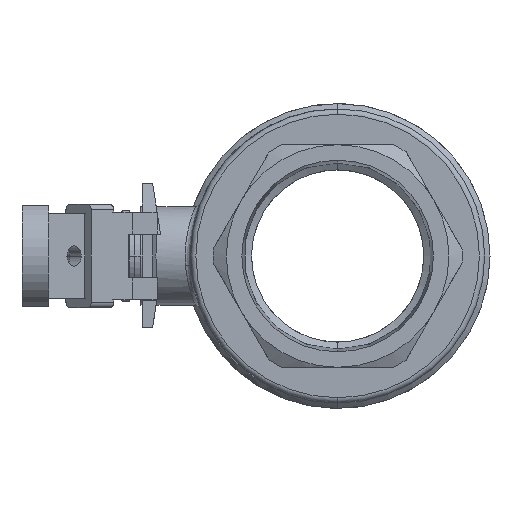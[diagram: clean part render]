
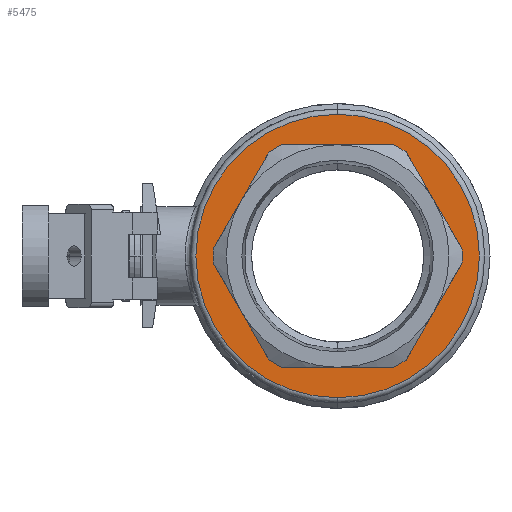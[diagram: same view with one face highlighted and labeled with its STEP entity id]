
A CAD part, left-side view. The second image highlights one B-rep face of the part: STEP entity #5475.
In plain terms, the highlighted planar face has unit normal (-1, 0, 0).
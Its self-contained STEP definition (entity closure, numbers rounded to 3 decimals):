
#3516=CARTESIAN_POINT('',(31.5,0.,0.));
#3517=DIRECTION('',(-1.,0.,0.));
#3518=DIRECTION('',(0.,0.,-1.));
#3519=AXIS2_PLACEMENT_3D('',#3516,#3517,#3518);
#3521=CARTESIAN_POINT('',(31.5,0.,0.));
#3522=DIRECTION('',(-1.,0.,0.));
#3523=DIRECTION('',(0.,0.,1.));
#3524=AXIS2_PLACEMENT_3D('',#3521,#3522,#3523);
#3526=CARTESIAN_POINT('',(31.5,0.,0.));
#3527=DIRECTION('',(1.,0.,0.));
#3528=DIRECTION('',(0.,0.998,-0.058));
#3529=AXIS2_PLACEMENT_3D('',#3526,#3527,#3528);
#3531=DIRECTION('',(0.,0.5,0.866));
#3532=VECTOR('',#3531,42.19);
#3533=CARTESIAN_POINT('',(31.5,25.826,-39.269));
#3534=LINE('',#3533,#3532);
#3535=CARTESIAN_POINT('',(31.5,0.,0.));
#3536=DIRECTION('',(1.,0.,0.));
#3537=DIRECTION('',(0.,0.449,-0.894));
#3538=AXIS2_PLACEMENT_3D('',#3535,#3536,#3537);
#3540=DIRECTION('',(0.,1.,0.));
#3541=VECTOR('',#3540,42.19);
#3542=CARTESIAN_POINT('',(31.5,-21.095,-42.));
#3543=LINE('',#3542,#3541);
#3544=CARTESIAN_POINT('',(31.5,0.,0.));
#3545=DIRECTION('',(1.,0.,0.));
#3546=DIRECTION('',(0.,-0.549,-0.836));
#3547=AXIS2_PLACEMENT_3D('',#3544,#3545,#3546);
#3549=DIRECTION('',(0.,0.5,-0.866));
#3550=VECTOR('',#3549,42.19);
#3551=CARTESIAN_POINT('',(31.5,-46.921,-2.731));
#3552=LINE('',#3551,#3550);
#3553=CARTESIAN_POINT('',(31.5,0.,0.));
#3554=DIRECTION('',(1.,0.,0.));
#3555=DIRECTION('',(0.,-0.998,0.058));
#3556=AXIS2_PLACEMENT_3D('',#3553,#3554,#3555);
#3558=DIRECTION('',(0.,-0.5,-0.866));
#3559=VECTOR('',#3558,42.19);
#3560=CARTESIAN_POINT('',(31.5,-25.826,39.269));
#3561=LINE('',#3560,#3559);
#3562=CARTESIAN_POINT('',(31.5,0.,0.));
#3563=DIRECTION('',(1.,0.,0.));
#3564=DIRECTION('',(0.,-0.449,0.894));
#3565=AXIS2_PLACEMENT_3D('',#3562,#3563,#3564);
#3567=DIRECTION('',(0.,-1.,0.));
#3568=VECTOR('',#3567,42.19);
#3569=CARTESIAN_POINT('',(31.5,21.095,42.));
#3570=LINE('',#3569,#3568);
#3571=CARTESIAN_POINT('',(31.5,0.,0.));
#3572=DIRECTION('',(1.,0.,0.));
#3573=DIRECTION('',(0.,0.549,0.836));
#3574=AXIS2_PLACEMENT_3D('',#3571,#3572,#3573);
#3576=DIRECTION('',(0.,-0.5,0.866));
#3577=VECTOR('',#3576,42.19);
#3578=CARTESIAN_POINT('',(31.5,46.921,2.731));
#3579=LINE('',#3578,#3577);
#3601=CARTESIAN_POINT('',(31.5,0.,53.5));
#3602=CARTESIAN_POINT('',(31.5,0.,-53.5));
#3603=VERTEX_POINT('',#3601);
#3604=VERTEX_POINT('',#3602);
#3627=CARTESIAN_POINT('',(31.5,25.826,39.269));
#3628=CARTESIAN_POINT('',(31.5,21.095,42.));
#3629=VERTEX_POINT('',#3627);
#3630=VERTEX_POINT('',#3628);
#3694=CARTESIAN_POINT('',(31.5,-46.921,-2.731));
#3696=VERTEX_POINT('',#3694);
#3707=CARTESIAN_POINT('',(31.5,-25.826,39.269));
#3709=VERTEX_POINT('',#3707);
#3733=CARTESIAN_POINT('',(31.5,25.826,-39.269));
#3734=CARTESIAN_POINT('',(31.5,46.921,-2.731));
#3735=VERTEX_POINT('',#3733);
#3736=VERTEX_POINT('',#3734);
#3739=CARTESIAN_POINT('',(31.5,-21.095,-42.));
#3740=CARTESIAN_POINT('',(31.5,21.095,-42.));
#3741=VERTEX_POINT('',#3739);
#3742=VERTEX_POINT('',#3740);
#3749=CARTESIAN_POINT('',(31.5,-21.095,42.));
#3750=VERTEX_POINT('',#3749);
#3756=CARTESIAN_POINT('',(31.5,46.921,2.731));
#3758=VERTEX_POINT('',#3756);
#3768=CARTESIAN_POINT('',(31.5,-25.826,-39.269));
#3770=VERTEX_POINT('',#3768);
#3780=CARTESIAN_POINT('',(31.5,-46.921,2.731));
#3781=VERTEX_POINT('',#3780);
#5450=CARTESIAN_POINT('',(31.5,0.,-47.));
#5451=DIRECTION('',(1.,0.,0.));
#5452=DIRECTION('',(0.,0.,-1.));
#5453=AXIS2_PLACEMENT_3D('',#5450,#5451,#5452);
#5454=PLANE('',#5453);
#5455=ORIENTED_EDGE('',*,*,#5432,.F.);
#5456=ORIENTED_EDGE('',*,*,#5442,.F.);
#5457=EDGE_LOOP('',(#5455,#5456));
#5458=FACE_OUTER_BOUND('',#5457,.F.);
#5459=ORIENTED_EDGE('',*,*,#3993,.F.);
#5461=ORIENTED_EDGE('',*,*,#5460,.F.);
#5463=ORIENTED_EDGE('',*,*,#5462,.F.);
#5464=ORIENTED_EDGE('',*,*,#3845,.F.);
#5465=ORIENTED_EDGE('',*,*,#3862,.F.);
#5466=ORIENTED_EDGE('',*,*,#3877,.F.);
#5467=ORIENTED_EDGE('',*,*,#3894,.F.);
#5468=ORIENTED_EDGE('',*,*,#3909,.F.);
#5469=ORIENTED_EDGE('',*,*,#3926,.F.);
#5470=ORIENTED_EDGE('',*,*,#3941,.F.);
#5471=ORIENTED_EDGE('',*,*,#3958,.F.);
#5472=ORIENTED_EDGE('',*,*,#3973,.F.);
#5473=EDGE_LOOP('',(#5459,#5461,#5463,#5464,#5465,#5466,#5467,#5468,#5469,#5470,
#5471,#5472));
#5474=FACE_BOUND('',#5473,.F.);
#5475=ADVANCED_FACE('',(#5458,#5474),#5454,.F.);
#3520=CIRCLE('',#3519,53.5);
#3525=CIRCLE('',#3524,53.5);
#3530=CIRCLE('',#3529,47.);
#3539=CIRCLE('',#3538,47.);
#3548=CIRCLE('',#3547,47.);
#3557=CIRCLE('',#3556,47.);
#3566=CIRCLE('',#3565,47.);
#3575=CIRCLE('',#3574,47.);
#3845=EDGE_CURVE('',#3741,#3742,#3543,.T.);
#3862=EDGE_CURVE('',#3770,#3741,#3548,.T.);
#3877=EDGE_CURVE('',#3696,#3770,#3552,.T.);
#3894=EDGE_CURVE('',#3781,#3696,#3557,.T.);
#3909=EDGE_CURVE('',#3709,#3781,#3561,.T.);
#3926=EDGE_CURVE('',#3750,#3709,#3566,.T.);
#3941=EDGE_CURVE('',#3630,#3750,#3570,.T.);
#3958=EDGE_CURVE('',#3629,#3630,#3575,.T.);
#3973=EDGE_CURVE('',#3758,#3629,#3579,.T.);
#3993=EDGE_CURVE('',#3736,#3758,#3530,.T.);
#5432=EDGE_CURVE('',#3604,#3603,#3520,.T.);
#5442=EDGE_CURVE('',#3603,#3604,#3525,.T.);
#5460=EDGE_CURVE('',#3735,#3736,#3534,.T.);
#5462=EDGE_CURVE('',#3742,#3735,#3539,.T.);
